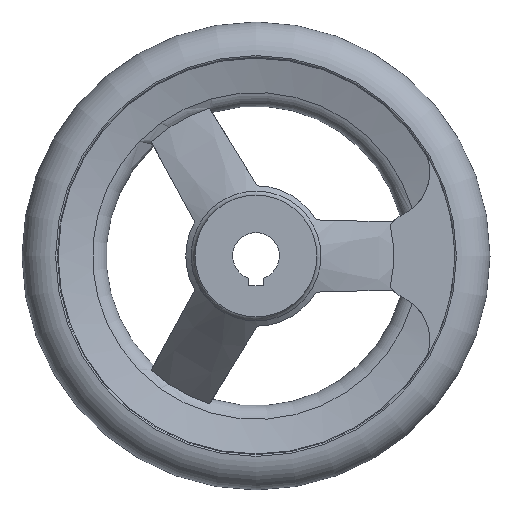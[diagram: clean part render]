
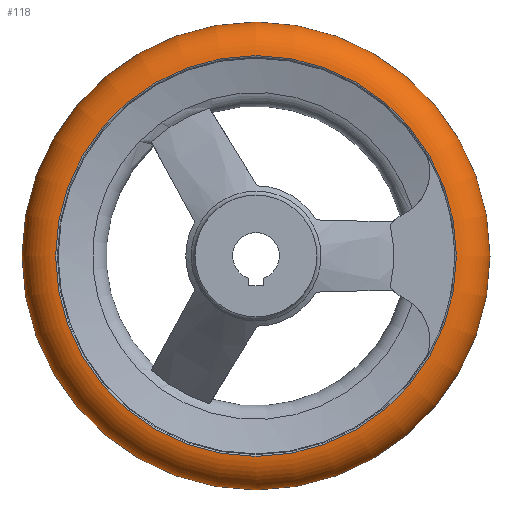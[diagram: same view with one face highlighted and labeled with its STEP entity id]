
A CAD part, front view. The second image highlights one B-rep face of the part: STEP entity #118.
In plain terms, the highlighted toroidal (fillet/blend) face has major radius 42.5 mm and minor radius 7.5 mm.
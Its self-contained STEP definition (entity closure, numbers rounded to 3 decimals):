
#118 = ADVANCED_FACE( '', ( #254, #255, #256 ), #257, .T. );
#254 = FACE_BOUND( '', #399, .T. );
#255 = FACE_OUTER_BOUND( '', #400, .T. );
#256 = FACE_OUTER_BOUND( '', #401, .T. );
#257 = TOROIDAL_SURFACE( '', #402, 42.5, 7.5 );
#399 = VERTEX_LOOP( '', #694 );
#400 = EDGE_LOOP( '', ( #695 ) );
#401 = EDGE_LOOP( '', ( #696 ) );
#402 = AXIS2_PLACEMENT_3D( '', #697, #698, #699 );
#694 = VERTEX_POINT( '', #924 );
#695 = ORIENTED_EDGE( '', *, *, #922, .T. );
#696 = ORIENTED_EDGE( '', *, *, #871, .F. );
#697 = CARTESIAN_POINT( '', ( 0., 25.5, 0. ) );
#698 = DIRECTION( '', ( 0., -1., 0. ) );
#699 = DIRECTION( '', ( 0., 0., -1. ) );
#871 = EDGE_CURVE( '', #1054, #1054, #1055, .T. );
#922 = EDGE_CURVE( '', #1130, #1130, #1131, .T. );
#924 = CARTESIAN_POINT( '', ( 0., 25.5, -50. ) );
#1054 = VERTEX_POINT( '', #1482 );
#1055 = CIRCLE( '', #1483, 42.813 );
#1130 = VERTEX_POINT( '', #1698 );
#1131 = CIRCLE( '', #1699, 42.813 );
#1482 = CARTESIAN_POINT( '', ( 0., 18.007, -42.813 ) );
#1483 = AXIS2_PLACEMENT_3D( '', #1812, #1813, #1814 );
#1698 = CARTESIAN_POINT( '', ( 0., 32.993, -42.813 ) );
#1699 = AXIS2_PLACEMENT_3D( '', #1867, #1868, #1869 );
#1812 = CARTESIAN_POINT( '', ( 0., 18.007, 0. ) );
#1813 = DIRECTION( '', ( 0., -1., 0. ) );
#1814 = DIRECTION( '', ( 0., 0., -1. ) );
#1867 = CARTESIAN_POINT( '', ( 0., 32.993, 0. ) );
#1868 = DIRECTION( '', ( 0., -1., 0. ) );
#1869 = DIRECTION( '', ( 0., 0., -1. ) );
